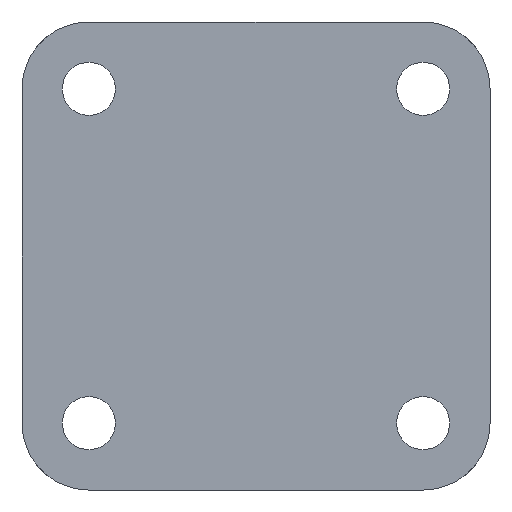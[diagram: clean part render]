
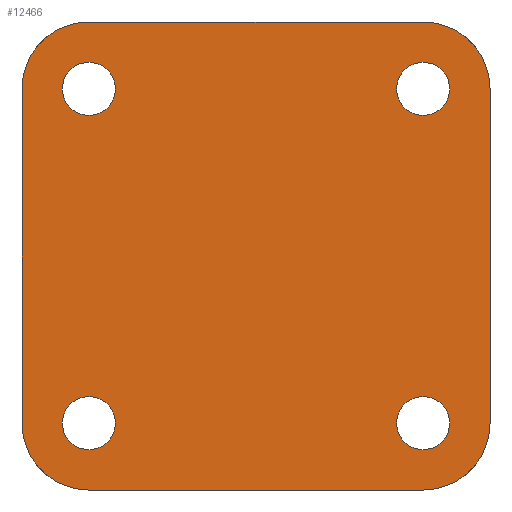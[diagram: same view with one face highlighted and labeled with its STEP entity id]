
A CAD part, front view. The second image highlights one B-rep face of the part: STEP entity #12466.
In plain terms, the highlighted planar face has unit normal (0, -1, 0).
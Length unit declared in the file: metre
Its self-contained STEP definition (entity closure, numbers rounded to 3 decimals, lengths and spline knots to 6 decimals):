
#683=CIRCLE('',#13916,0.001587);
#684=CIRCLE('',#13917,0.001587);
#685=CIRCLE('',#13918,0.001587);
#686=CIRCLE('',#13919,0.001587);
#687=CIRCLE('',#13920,0.004002);
#688=CIRCLE('',#13921,0.004002);
#689=CIRCLE('',#13922,0.004002);
#690=CIRCLE('',#13923,0.004002);
#1372=ORIENTED_EDGE('',*,*,#4324,.T.);
#1373=ORIENTED_EDGE('',*,*,#4325,.T.);
#1374=ORIENTED_EDGE('',*,*,#4326,.T.);
#1375=ORIENTED_EDGE('',*,*,#4327,.T.);
#1376=ORIENTED_EDGE('',*,*,#4328,.T.);
#1377=ORIENTED_EDGE('',*,*,#4329,.T.);
#1378=ORIENTED_EDGE('',*,*,#4330,.T.);
#1379=ORIENTED_EDGE('',*,*,#4331,.T.);
#1380=ORIENTED_EDGE('',*,*,#4332,.T.);
#1381=ORIENTED_EDGE('',*,*,#4333,.T.);
#1382=ORIENTED_EDGE('',*,*,#4334,.T.);
#1383=ORIENTED_EDGE('',*,*,#4335,.T.);
#1384=ORIENTED_EDGE('',*,*,#4336,.T.);
#1385=ORIENTED_EDGE('',*,*,#4337,.T.);
#1386=ORIENTED_EDGE('',*,*,#4338,.T.);
#1387=ORIENTED_EDGE('',*,*,#4339,.T.);
#1388=ORIENTED_EDGE('',*,*,#4340,.T.);
#1389=ORIENTED_EDGE('',*,*,#4341,.T.);
#1390=ORIENTED_EDGE('',*,*,#4342,.T.);
#1391=ORIENTED_EDGE('',*,*,#4343,.T.);
#4324=EDGE_CURVE('',#6345,#6345,#683,.T.);
#4325=EDGE_CURVE('',#6346,#6346,#684,.T.);
#4326=EDGE_CURVE('',#6347,#6347,#685,.T.);
#4327=EDGE_CURVE('',#6348,#6348,#686,.T.);
#4328=EDGE_CURVE('',#6349,#6350,#687,.T.);
#4329=EDGE_CURVE('',#6350,#6351,#8028,.T.);
#4330=EDGE_CURVE('',#6351,#6352,#8029,.T.);
#4331=EDGE_CURVE('',#6352,#6353,#8030,.T.);
#4332=EDGE_CURVE('',#6353,#6354,#688,.T.);
#4333=EDGE_CURVE('',#6354,#6355,#8031,.T.);
#4334=EDGE_CURVE('',#6355,#6356,#8032,.T.);
#4335=EDGE_CURVE('',#6356,#6357,#8033,.T.);
#4336=EDGE_CURVE('',#6357,#6358,#689,.T.);
#4337=EDGE_CURVE('',#6358,#6359,#8034,.T.);
#4338=EDGE_CURVE('',#6359,#6360,#8035,.T.);
#4339=EDGE_CURVE('',#6360,#6361,#8036,.T.);
#4340=EDGE_CURVE('',#6361,#6362,#690,.T.);
#4341=EDGE_CURVE('',#6362,#6363,#8037,.T.);
#4342=EDGE_CURVE('',#6363,#6364,#8038,.T.);
#4343=EDGE_CURVE('',#6364,#6349,#8039,.T.);
#6345=VERTEX_POINT('',#18772);
#6346=VERTEX_POINT('',#18774);
#6347=VERTEX_POINT('',#18776);
#6348=VERTEX_POINT('',#18778);
#6349=VERTEX_POINT('',#18780);
#6350=VERTEX_POINT('',#18781);
#6351=VERTEX_POINT('',#18783);
#6352=VERTEX_POINT('',#18785);
#6353=VERTEX_POINT('',#18787);
#6354=VERTEX_POINT('',#18789);
#6355=VERTEX_POINT('',#18791);
#6356=VERTEX_POINT('',#18793);
#6357=VERTEX_POINT('',#18795);
#6358=VERTEX_POINT('',#18797);
#6359=VERTEX_POINT('',#18799);
#6360=VERTEX_POINT('',#18801);
#6361=VERTEX_POINT('',#18803);
#6362=VERTEX_POINT('',#18805);
#6363=VERTEX_POINT('',#18807);
#6364=VERTEX_POINT('',#18809);
#8028=LINE('',#18782,#9645);
#8029=LINE('',#18784,#9646);
#8030=LINE('',#18786,#9647);
#8031=LINE('',#18790,#9648);
#8032=LINE('',#18792,#9649);
#8033=LINE('',#18794,#9650);
#8034=LINE('',#18798,#9651);
#8035=LINE('',#18800,#9652);
#8036=LINE('',#18802,#9653);
#8037=LINE('',#18806,#9654);
#8038=LINE('',#18808,#9655);
#8039=LINE('',#18810,#9656);
#9645=VECTOR('',#15170,1.);
#9646=VECTOR('',#15171,1.);
#9647=VECTOR('',#15172,1.);
#9648=VECTOR('',#15175,1.);
#9649=VECTOR('',#15176,1.);
#9650=VECTOR('',#15177,1.);
#9651=VECTOR('',#15180,1.);
#9652=VECTOR('',#15181,1.);
#9653=VECTOR('',#15182,1.);
#9654=VECTOR('',#15185,1.);
#9655=VECTOR('',#15186,1.);
#9656=VECTOR('',#15187,1.);
#11148=EDGE_LOOP('',(#1372));
#11149=EDGE_LOOP('',(#1373));
#11150=EDGE_LOOP('',(#1374));
#11151=EDGE_LOOP('',(#1375));
#11152=EDGE_LOOP('',(#1376,#1377,#1378,#1379,#1380,#1381,#1382,#1383,#1384,
#1385,#1386,#1387,#1388,#1389,#1390,#1391));
#11640=FACE_BOUND('',#11148,.T.);
#11641=FACE_BOUND('',#11149,.T.);
#11642=FACE_BOUND('',#11150,.T.);
#11643=FACE_BOUND('',#11151,.T.);
#11644=FACE_BOUND('',#11152,.T.);
#12100=PLANE('',#13915);
#12466=ADVANCED_FACE('',(#11640,#11641,#11642,#11643,#11644),#12100,.T.);
#13915=AXIS2_PLACEMENT_3D('',#18770,#15158,#15159);
#13916=AXIS2_PLACEMENT_3D('',#18771,#15160,#15161);
#13917=AXIS2_PLACEMENT_3D('',#18773,#15162,#15163);
#13918=AXIS2_PLACEMENT_3D('',#18775,#15164,#15165);
#13919=AXIS2_PLACEMENT_3D('',#18777,#15166,#15167);
#13920=AXIS2_PLACEMENT_3D('',#18779,#15168,#15169);
#13921=AXIS2_PLACEMENT_3D('',#18788,#15173,#15174);
#13922=AXIS2_PLACEMENT_3D('',#18796,#15178,#15179);
#13923=AXIS2_PLACEMENT_3D('',#18804,#15183,#15184);
#15158=DIRECTION('',(0.,-1.,0.));
#15159=DIRECTION('',(-1.,0.,0.));
#15160=DIRECTION('',(0.,1.,0.));
#15161=DIRECTION('',(1.,0.,0.));
#15162=DIRECTION('',(0.,1.,0.));
#15163=DIRECTION('',(1.,0.,0.));
#15164=DIRECTION('',(0.,1.,0.));
#15165=DIRECTION('',(1.,0.,0.));
#15166=DIRECTION('',(0.,1.,0.));
#15167=DIRECTION('',(1.,0.,0.));
#15168=DIRECTION('',(0.,-1.,0.));
#15169=DIRECTION('',(-0.999,0.,-0.049));
#15170=DIRECTION('',(1.,0.,-0.012));
#15171=DIRECTION('',(1.,0.,0.));
#15172=DIRECTION('',(1.,0.,0.012));
#15173=DIRECTION('',(0.,-1.,0.));
#15174=DIRECTION('',(0.049,0.,-0.999));
#15175=DIRECTION('',(0.012,0.,1.));
#15176=DIRECTION('',(0.,0.,1.));
#15177=DIRECTION('',(-0.012,0.,1.));
#15178=DIRECTION('',(0.,-1.,0.));
#15179=DIRECTION('',(0.999,0.,0.049));
#15180=DIRECTION('',(-1.,0.,0.012));
#15181=DIRECTION('',(-1.,0.,0.));
#15182=DIRECTION('',(-1.,0.,-0.012));
#15183=DIRECTION('',(0.,-1.,0.));
#15184=DIRECTION('',(-0.049,0.,0.999));
#15185=DIRECTION('',(-0.012,0.,-1.));
#15186=DIRECTION('',(0.,0.,-1.));
#15187=DIRECTION('',(0.012,0.,-1.));
#18770=CARTESIAN_POINT('',(0.,-0.00005,0.));
#18771=CARTESIAN_POINT('',(0.13,-0.00005,0.075));
#18772=CARTESIAN_POINT('',(0.131587,-0.00005,0.075));
#18773=CARTESIAN_POINT('',(0.11,-0.00005,0.075));
#18774=CARTESIAN_POINT('',(0.111587,-0.00005,0.075));
#18775=CARTESIAN_POINT('',(0.13,-0.00005,0.095));
#18776=CARTESIAN_POINT('',(0.131587,-0.00005,0.095));
#18777=CARTESIAN_POINT('',(0.11,-0.00005,0.095));
#18778=CARTESIAN_POINT('',(0.111587,-0.00005,0.095));
#18779=CARTESIAN_POINT('',(0.11,-0.00005,0.075));
#18780=CARTESIAN_POINT('',(0.106002,-0.00005,0.074804));
#18781=CARTESIAN_POINT('',(0.109804,-0.00005,0.071002));
#18782=CARTESIAN_POINT('',(0.109804,-0.00005,0.071002));
#18783=CARTESIAN_POINT('',(0.11,-0.00005,0.071));
#18784=CARTESIAN_POINT('',(0.11,-0.00005,0.071));
#18785=CARTESIAN_POINT('',(0.13,-0.00005,0.071));
#18786=CARTESIAN_POINT('',(0.13,-0.00005,0.071));
#18787=CARTESIAN_POINT('',(0.130196,-0.00005,0.071002));
#18788=CARTESIAN_POINT('',(0.13,-0.00005,0.075));
#18789=CARTESIAN_POINT('',(0.133998,-0.00005,0.074804));
#18790=CARTESIAN_POINT('',(0.133998,-0.00005,0.074804));
#18791=CARTESIAN_POINT('',(0.134,-0.00005,0.075));
#18792=CARTESIAN_POINT('',(0.134,-0.00005,0.075));
#18793=CARTESIAN_POINT('',(0.134,-0.00005,0.095));
#18794=CARTESIAN_POINT('',(0.134,-0.00005,0.095));
#18795=CARTESIAN_POINT('',(0.133998,-0.00005,0.095196));
#18796=CARTESIAN_POINT('',(0.13,-0.00005,0.095));
#18797=CARTESIAN_POINT('',(0.130196,-0.00005,0.098998));
#18798=CARTESIAN_POINT('',(0.130196,-0.00005,0.098998));
#18799=CARTESIAN_POINT('',(0.13,-0.00005,0.099));
#18800=CARTESIAN_POINT('',(0.13,-0.00005,0.099));
#18801=CARTESIAN_POINT('',(0.11,-0.00005,0.099));
#18802=CARTESIAN_POINT('',(0.11,-0.00005,0.099));
#18803=CARTESIAN_POINT('',(0.109804,-0.00005,0.098998));
#18804=CARTESIAN_POINT('',(0.11,-0.00005,0.095));
#18805=CARTESIAN_POINT('',(0.106002,-0.00005,0.095196));
#18806=CARTESIAN_POINT('',(0.106002,-0.00005,0.095196));
#18807=CARTESIAN_POINT('',(0.106,-0.00005,0.095));
#18808=CARTESIAN_POINT('',(0.106,-0.00005,0.095));
#18809=CARTESIAN_POINT('',(0.106,-0.00005,0.075));
#18810=CARTESIAN_POINT('',(0.106,-0.00005,0.075));
